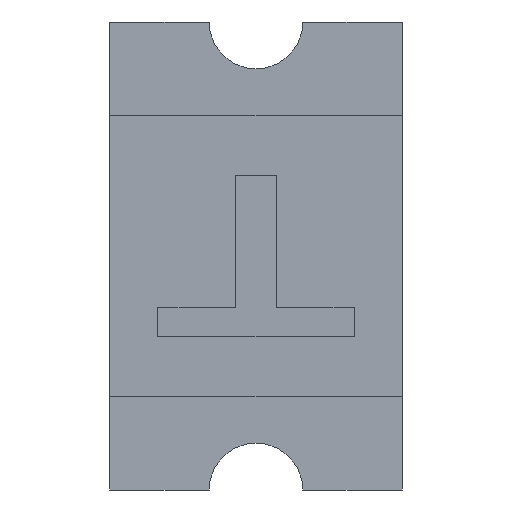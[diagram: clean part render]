
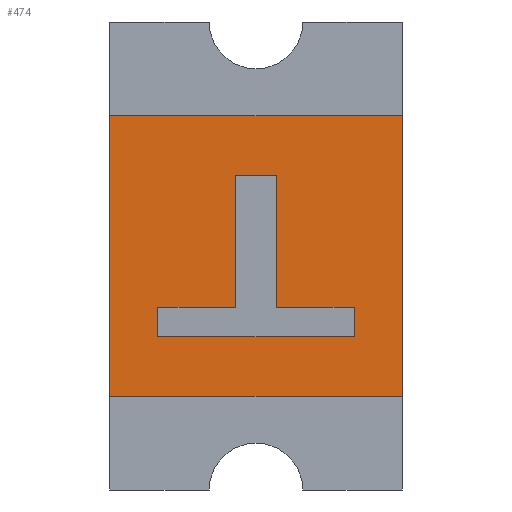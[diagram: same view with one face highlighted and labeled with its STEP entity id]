
A CAD part, front view. The second image highlights one B-rep face of the part: STEP entity #474.
In plain terms, the highlighted planar face has unit normal (0, -1, 0).
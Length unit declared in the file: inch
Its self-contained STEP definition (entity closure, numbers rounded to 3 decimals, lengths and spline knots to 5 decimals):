
#15 = AXIS2_PLACEMENT_3D ( 'NONE', #542, #117, #649 ) ;
#19 = DIRECTION ( 'NONE',  ( 0., 0., 1. ) ) ;
#21 = FACE_BOUND ( 'NONE', #252, .T. ) ;
#40 = CARTESIAN_POINT ( 'NONE',  ( 0., 0., -0.02362 ) ) ;
#45 = DIRECTION ( 'NONE',  ( -1., 0., 0. ) ) ;
#49 = CARTESIAN_POINT ( 'NONE',  ( 0.02461, 0., -0.02362 ) ) ;
#52 = VERTEX_POINT ( 'NONE', #570 ) ;
#54 = EDGE_CURVE ( 'NONE', #492, #676, #575, .T. ) ;
#61 = CARTESIAN_POINT ( 'NONE',  ( 0.0165, 0., -0.01362 ) ) ;
#64 = ORIENTED_EDGE ( 'NONE', *, *, #336, .F. ) ;
#74 = EDGE_CURVE ( 'NONE', #398, #150, #647, .T. ) ;
#80 = ORIENTED_EDGE ( 'NONE', *, *, #625, .F. ) ;
#81 = CARTESIAN_POINT ( 'NONE',  ( 0., 0., 0.01362 ) ) ;
#87 = VECTOR ( 'NONE', #368, 39.37008 ) ;
#89 = LINE ( 'NONE', #674, #190 ) ;
#98 = VECTOR ( 'NONE', #345, 39.37008 ) ;
#105 = EDGE_CURVE ( 'NONE', #177, #52, #228, .T. ) ;
#107 = CARTESIAN_POINT ( 'NONE',  ( -0.0165, 0., -0.01362 ) ) ;
#117 = DIRECTION ( 'NONE',  ( 0., 1., 0. ) ) ;
#118 = ORIENTED_EDGE ( 'NONE', *, *, #158, .F. ) ;
#133 = DIRECTION ( 'NONE',  ( 1., 0., 0. ) ) ;
#144 = VECTOR ( 'NONE', #341, 39.37008 ) ;
#150 = VERTEX_POINT ( 'NONE', #464 ) ;
#158 = EDGE_CURVE ( 'NONE', #441, #273, #705, .T. ) ;
#163 = ORIENTED_EDGE ( 'NONE', *, *, #523, .F. ) ;
#165 = CARTESIAN_POINT ( 'NONE',  ( 0., 0., -0.00865 ) ) ;
#172 = LINE ( 'NONE', #40, #372 ) ;
#177 = VERTEX_POINT ( 'NONE', #363 ) ;
#189 = ORIENTED_EDGE ( 'NONE', *, *, #317, .F. ) ;
#190 = VECTOR ( 'NONE', #19, 39.37008 ) ;
#212 = CARTESIAN_POINT ( 'NONE',  ( 0.0165, 0., -0.03937 ) ) ;
#222 = VERTEX_POINT ( 'NONE', #49 ) ;
#225 = PLANE ( 'NONE',  #15 ) ;
#228 = LINE ( 'NONE', #362, #87 ) ;
#229 = CARTESIAN_POINT ( 'NONE',  ( 0.02461, 0., 0.03937 ) ) ;
#234 = ORIENTED_EDGE ( 'NONE', *, *, #278, .F. ) ;
#252 = EDGE_LOOP ( 'NONE', ( #259, #394, #489, #189, #319, #64, #118, #681 ) ) ;
#259 = ORIENTED_EDGE ( 'NONE', *, *, #105, .F. ) ;
#268 = DIRECTION ( 'NONE',  ( -1., 0., 0. ) ) ;
#273 = VERTEX_POINT ( 'NONE', #107 ) ;
#275 = VECTOR ( 'NONE', #588, 39.37008 ) ;
#278 = EDGE_CURVE ( 'NONE', #222, #346, #172, .T. ) ;
#298 = EDGE_CURVE ( 'NONE', #52, #441, #569, .T. ) ;
#310 = VECTOR ( 'NONE', #654, 39.37008 ) ;
#317 = EDGE_CURVE ( 'NONE', #432, #398, #530, .T. ) ;
#319 = ORIENTED_EDGE ( 'NONE', *, *, #415, .F. ) ;
#325 = DIRECTION ( 'NONE',  ( 1., 0., 0. ) ) ;
#327 = VECTOR ( 'NONE', #325, 39.37008 ) ;
#329 = CARTESIAN_POINT ( 'NONE',  ( 0.0035, 0., -0.00865 ) ) ;
#336 = EDGE_CURVE ( 'NONE', #273, #579, #595, .T. ) ;
#341 = DIRECTION ( 'NONE',  ( 0., 0., -1. ) ) ;
#345 = DIRECTION ( 'NONE',  ( -1., 0., 0. ) ) ;
#346 = VERTEX_POINT ( 'NONE', #370 ) ;
#347 = CARTESIAN_POINT ( 'NONE',  ( 0., 0., 0.02362 ) ) ;
#361 = CARTESIAN_POINT ( 'NONE',  ( 0.0035, 0., -0.03937 ) ) ;
#362 = CARTESIAN_POINT ( 'NONE',  ( -0.0035, 0., -0.03937 ) ) ;
#363 = CARTESIAN_POINT ( 'NONE',  ( -0.0035, 0., 0.01362 ) ) ;
#368 = DIRECTION ( 'NONE',  ( 0., 0., -1. ) ) ;
#370 = CARTESIAN_POINT ( 'NONE',  ( -0.02461, 0., -0.02362 ) ) ;
#372 = VECTOR ( 'NONE', #45, 39.37008 ) ;
#377 = LINE ( 'NONE', #81, #98 ) ;
#394 = ORIENTED_EDGE ( 'NONE', *, *, #633, .F. ) ;
#395 = CARTESIAN_POINT ( 'NONE',  ( 0.02461, 0., 0.02362 ) ) ;
#398 = VERTEX_POINT ( 'NONE', #329 ) ;
#415 = EDGE_CURVE ( 'NONE', #579, #432, #461, .T. ) ;
#422 = VECTOR ( 'NONE', #268, 39.37008 ) ;
#432 = VERTEX_POINT ( 'NONE', #438 ) ;
#434 = CARTESIAN_POINT ( 'NONE',  ( -0.0165, 0., -0.00865 ) ) ;
#438 = CARTESIAN_POINT ( 'NONE',  ( 0.0165, 0., -0.00865 ) ) ;
#441 = VERTEX_POINT ( 'NONE', #434 ) ;
#461 = LINE ( 'NONE', #212, #310 ) ;
#464 = CARTESIAN_POINT ( 'NONE',  ( 0.0035, 0., 0.01362 ) ) ;
#474 = ADVANCED_FACE ( 'NONE', ( #697, #21 ), #225, .F. ) ;
#475 = CARTESIAN_POINT ( 'NONE',  ( -0.0165, 0., -0.03937 ) ) ;
#489 = ORIENTED_EDGE ( 'NONE', *, *, #74, .F. ) ;
#492 = VERTEX_POINT ( 'NONE', #616 ) ;
#523 = EDGE_CURVE ( 'NONE', #676, #222, #576, .T. ) ;
#525 = DIRECTION ( 'NONE',  ( 0., 0., 1. ) ) ;
#530 = LINE ( 'NONE', #596, #422 ) ;
#536 = VECTOR ( 'NONE', #133, 39.37008 ) ;
#542 = CARTESIAN_POINT ( 'NONE',  ( 0., 0., -0.03937 ) ) ;
#554 = VECTOR ( 'NONE', #696, 39.37008 ) ;
#569 = LINE ( 'NONE', #165, #275 ) ;
#570 = CARTESIAN_POINT ( 'NONE',  ( -0.0035, 0., -0.00865 ) ) ;
#575 = LINE ( 'NONE', #347, #536 ) ;
#576 = LINE ( 'NONE', #229, #144 ) ;
#579 = VERTEX_POINT ( 'NONE', #61 ) ;
#588 = DIRECTION ( 'NONE',  ( -1., 0., 0. ) ) ;
#595 = LINE ( 'NONE', #709, #327 ) ;
#596 = CARTESIAN_POINT ( 'NONE',  ( 0., 0., -0.00865 ) ) ;
#600 = EDGE_LOOP ( 'NONE', ( #234, #163, #645, #80 ) ) ;
#616 = CARTESIAN_POINT ( 'NONE',  ( -0.02461, 0., 0.02362 ) ) ;
#625 = EDGE_CURVE ( 'NONE', #346, #492, #89, .T. ) ;
#633 = EDGE_CURVE ( 'NONE', #150, #177, #377, .T. ) ;
#645 = ORIENTED_EDGE ( 'NONE', *, *, #54, .F. ) ;
#647 = LINE ( 'NONE', #361, #680 ) ;
#649 = DIRECTION ( 'NONE',  ( 0., 0., 1. ) ) ;
#654 = DIRECTION ( 'NONE',  ( 0., 0., 1. ) ) ;
#674 = CARTESIAN_POINT ( 'NONE',  ( -0.02461, 0., 0.03937 ) ) ;
#676 = VERTEX_POINT ( 'NONE', #395 ) ;
#680 = VECTOR ( 'NONE', #525, 39.37008 ) ;
#681 = ORIENTED_EDGE ( 'NONE', *, *, #298, .F. ) ;
#696 = DIRECTION ( 'NONE',  ( 0., 0., -1. ) ) ;
#697 = FACE_OUTER_BOUND ( 'NONE', #600, .T. ) ;
#705 = LINE ( 'NONE', #475, #554 ) ;
#709 = CARTESIAN_POINT ( 'NONE',  ( 0., 0., -0.01362 ) ) ;
